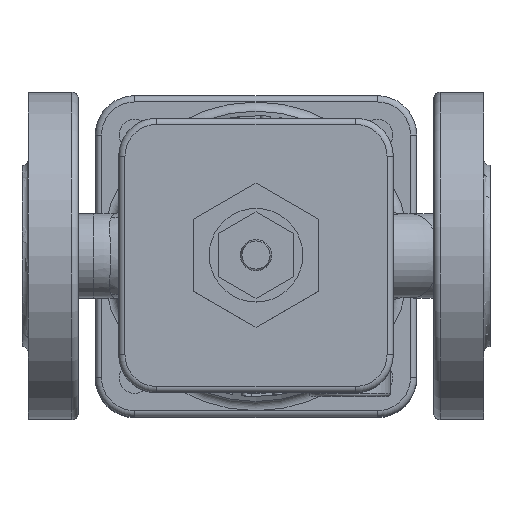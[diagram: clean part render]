
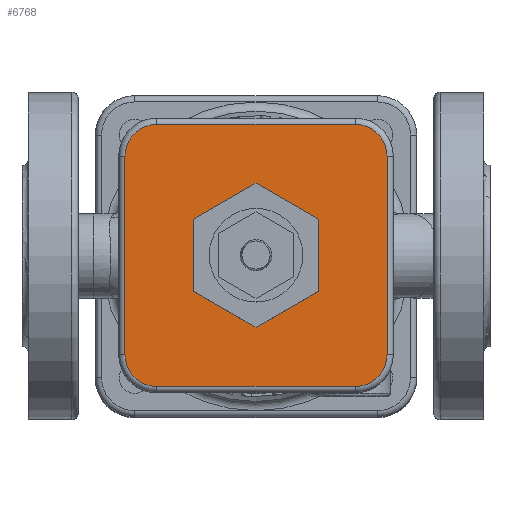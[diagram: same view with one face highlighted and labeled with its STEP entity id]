
A CAD part, top view. The second image highlights one B-rep face of the part: STEP entity #6768.
In plain terms, the highlighted planar face has unit normal (0, 0, 1).
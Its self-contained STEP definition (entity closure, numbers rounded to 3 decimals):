
#647=LINE('',#23183,#1011);
#648=LINE('',#23187,#1012);
#649=LINE('',#23191,#1013);
#650=LINE('',#23194,#1014);
#1011=VECTOR('',#9146,63.64);
#1012=VECTOR('',#9149,63.64);
#1013=VECTOR('',#9152,63.64);
#1014=VECTOR('',#9155,63.64);
#1220=PLANE('',#7462);
#1533=FACE_BOUND('',#2520,.T.);
#1926=FACE_OUTER_BOUND('',#2519,.T.);
#2519=EDGE_LOOP('',(#6162,#6163,#6164,#6165,#6166,#6167,#6168,#6169));
#2520=EDGE_LOOP('',(#6170));
#2892=CIRCLE('',#7463,10.18);
#2893=CIRCLE('',#7464,10.18);
#2894=CIRCLE('',#7465,10.18);
#2895=CIRCLE('',#7466,10.18);
#2896=CIRCLE('',#7467,20.);
#3507=VERTEX_POINT('',#23179);
#3508=VERTEX_POINT('',#23180);
#3509=VERTEX_POINT('',#23182);
#3510=VERTEX_POINT('',#23184);
#3511=VERTEX_POINT('',#23186);
#3512=VERTEX_POINT('',#23188);
#3513=VERTEX_POINT('',#23190);
#3514=VERTEX_POINT('',#23192);
#3515=VERTEX_POINT('',#23195);
#4402=EDGE_CURVE('',#3507,#3508,#2892,.T.);
#4403=EDGE_CURVE('',#3509,#3507,#647,.T.);
#4404=EDGE_CURVE('',#3510,#3509,#2893,.T.);
#4405=EDGE_CURVE('',#3511,#3510,#648,.T.);
#4406=EDGE_CURVE('',#3512,#3511,#2894,.T.);
#4407=EDGE_CURVE('',#3513,#3512,#649,.T.);
#4408=EDGE_CURVE('',#3514,#3513,#2895,.T.);
#4409=EDGE_CURVE('',#3508,#3514,#650,.T.);
#4410=EDGE_CURVE('',#3515,#3515,#2896,.T.);
#6162=ORIENTED_EDGE('',*,*,#4402,.F.);
#6163=ORIENTED_EDGE('',*,*,#4403,.F.);
#6164=ORIENTED_EDGE('',*,*,#4404,.F.);
#6165=ORIENTED_EDGE('',*,*,#4405,.F.);
#6166=ORIENTED_EDGE('',*,*,#4406,.F.);
#6167=ORIENTED_EDGE('',*,*,#4407,.F.);
#6168=ORIENTED_EDGE('',*,*,#4408,.F.);
#6169=ORIENTED_EDGE('',*,*,#4409,.F.);
#6170=ORIENTED_EDGE('',*,*,#4410,.T.);
#6768=ADVANCED_FACE('',(#1926,#1533),#1220,.T.);
#7462=AXIS2_PLACEMENT_3D('',#23178,#9142,#9143);
#7463=AXIS2_PLACEMENT_3D('',#23181,#9144,#9145);
#7464=AXIS2_PLACEMENT_3D('',#23185,#9147,#9148);
#7465=AXIS2_PLACEMENT_3D('',#23189,#9150,#9151);
#7466=AXIS2_PLACEMENT_3D('',#23193,#9153,#9154);
#7467=AXIS2_PLACEMENT_3D('',#23196,#9156,#9157);
#9142=DIRECTION('center_axis',(0.,0.,
1.));
#9143=DIRECTION('ref_axis',(1.,0.,0.));
#9144=DIRECTION('center_axis',(0.,0.,
-1.));
#9145=DIRECTION('ref_axis',(-0.707,0.707,0.));
#9146=DIRECTION('',(0.,1.,0.));
#9147=DIRECTION('center_axis',(0.,0.,
-1.));
#9148=DIRECTION('ref_axis',(-0.707,-0.707,0.));
#9149=DIRECTION('',(-1.,0.,0.));
#9150=DIRECTION('center_axis',(0.,0.,
-1.));
#9151=DIRECTION('ref_axis',(0.707,-0.707,0.));
#9152=DIRECTION('',(0.,-1.,0.));
#9153=DIRECTION('center_axis',(0.,0.,
-1.));
#9154=DIRECTION('ref_axis',(0.707,0.707,0.));
#9155=DIRECTION('',(1.,0.,0.));
#9156=DIRECTION('center_axis',(0.,0.,
-1.));
#9157=DIRECTION('ref_axis',(-1.,0.,0.));
#23178=CARTESIAN_POINT('Origin',(0.,0.,
180.5));
#23179=CARTESIAN_POINT('',(-42.,31.82,180.5));
#23180=CARTESIAN_POINT('',(-31.82,42.,180.5));
#23181=CARTESIAN_POINT('Origin',(-31.82,31.82,180.5));
#23182=CARTESIAN_POINT('',(-42.,-31.82,180.5));
#23183=CARTESIAN_POINT('',(-42.,-15.91,180.5));
#23184=CARTESIAN_POINT('',(-31.82,-42.,180.5));
#23185=CARTESIAN_POINT('Origin',(-31.82,-31.82,180.5));
#23186=CARTESIAN_POINT('',(31.82,-42.,180.5));
#23187=CARTESIAN_POINT('',(15.91,-42.,180.5));
#23188=CARTESIAN_POINT('',(42.,-31.82,180.5));
#23189=CARTESIAN_POINT('Origin',(31.82,-31.82,180.5));
#23190=CARTESIAN_POINT('',(42.,31.82,180.5));
#23191=CARTESIAN_POINT('',(42.,15.91,180.5));
#23192=CARTESIAN_POINT('',(31.82,42.,180.5));
#23193=CARTESIAN_POINT('Origin',(31.82,31.82,180.5));
#23194=CARTESIAN_POINT('',(-15.91,42.,180.5));
#23195=CARTESIAN_POINT('',(20.,0.,180.5));
#23196=CARTESIAN_POINT('Origin',(0.,0.,
180.5));
